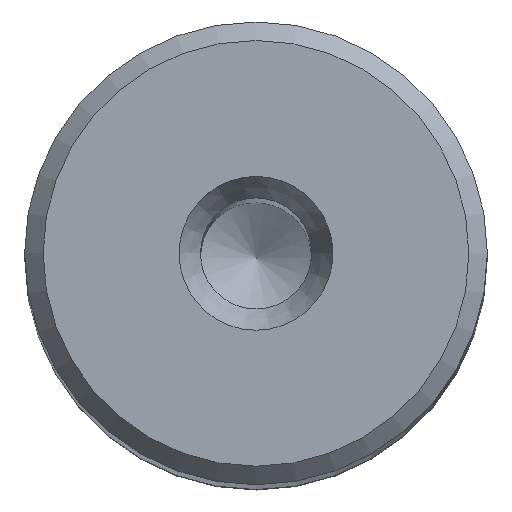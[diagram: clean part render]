
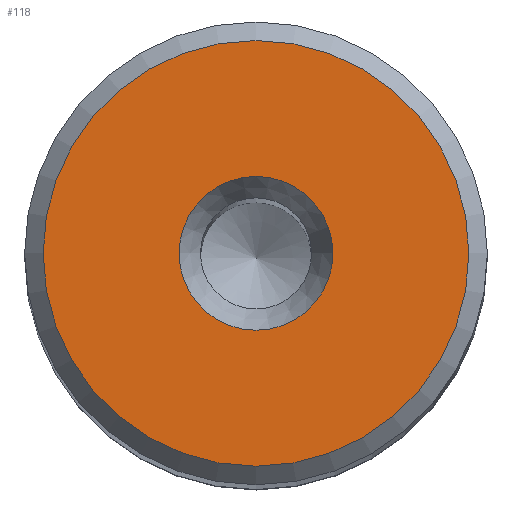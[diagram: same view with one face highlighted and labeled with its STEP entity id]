
A CAD part, top view. The second image highlights one B-rep face of the part: STEP entity #118.
In plain terms, the highlighted planar face has unit normal (0, 0, 1).
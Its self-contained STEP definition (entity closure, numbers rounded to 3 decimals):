
#42=PLANE('',#824);
#118=ADVANCED_FACE('',(#333,#334),#42,.F.);
#333=FACE_BOUND('',#451,.T.);
#334=FACE_BOUND('',#452,.T.);
#451=EDGE_LOOP('',(#567));
#452=EDGE_LOOP('',(#568));
#567=ORIENTED_EDGE('',*,*,#701,.T.);
#568=ORIENTED_EDGE('',*,*,#702,.F.);
#641=VERTEX_POINT('',#1444);
#642=VERTEX_POINT('',#1446);
#701=EDGE_CURVE('',#641,#641,#759,.T.);
#702=EDGE_CURVE('',#642,#642,#760,.T.);
#759=CIRCLE('',#822,11.5);
#760=CIRCLE('',#823,4.155);
#822=AXIS2_PLACEMENT_3D('',#1443,#987,#988);
#823=AXIS2_PLACEMENT_3D('',#1445,#989,#990);
#824=AXIS2_PLACEMENT_3D('',#1447,#991,#992);
#987=DIRECTION('',(0.,0.,1.));
#988=DIRECTION('',(-1.,0.,0.));
#989=DIRECTION('',(0.,0.,1.));
#990=DIRECTION('',(1.,0.,0.));
#991=DIRECTION('',(0.,0.,-1.));
#992=DIRECTION('',(-1.,0.,0.));
#1443=CARTESIAN_POINT('',(0.,0.,136.));
#1444=CARTESIAN_POINT('',(-11.5,0.,136.));
#1445=CARTESIAN_POINT('',(0.,0.,136.));
#1446=CARTESIAN_POINT('',(4.155,0.,136.));
#1447=CARTESIAN_POINT('',(12.5,0.,136.));
